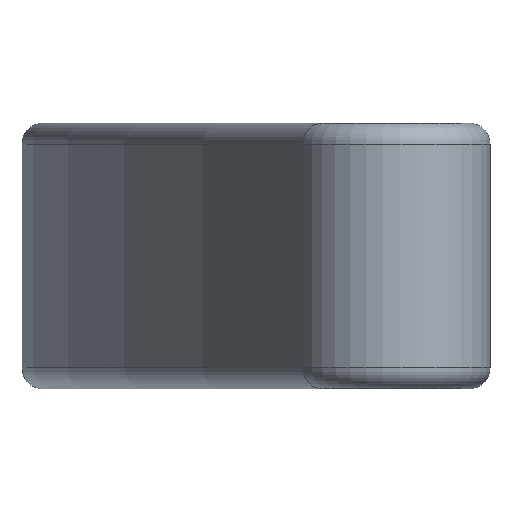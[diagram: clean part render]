
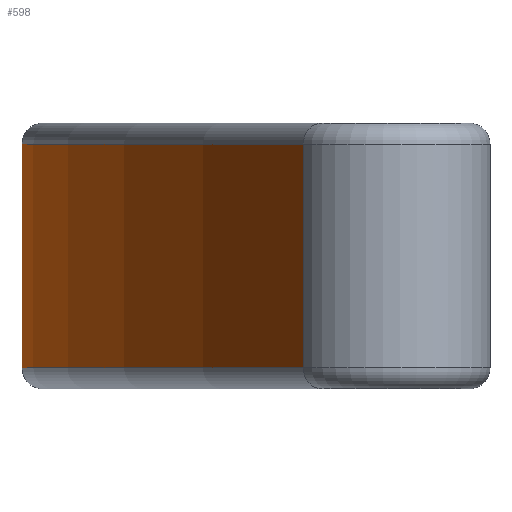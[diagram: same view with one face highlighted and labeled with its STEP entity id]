
A CAD part, left-side view. The second image highlights one B-rep face of the part: STEP entity #598.
In plain terms, the highlighted cylindrical face has radius 224.65 mm (diameter 449.3 mm), a partial arc.
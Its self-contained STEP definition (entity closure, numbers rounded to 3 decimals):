
#40=LINE('',#992,#80);
#43=LINE('',#998,#83);
#44=LINE('',#1002,#84);
#45=LINE('',#1003,#85);
#80=VECTOR('',#789,10.);
#83=VECTOR('',#794,10.);
#84=VECTOR('',#797,10.);
#85=VECTOR('',#798,10.);
#117=CYLINDRICAL_SURFACE('',#668,224.65);
#140=FACE_OUTER_BOUND('',#178,.T.);
#178=EDGE_LOOP('',(#439,#440,#441,#442,#443,#444));
#224=CIRCLE('',#653,224.65);
#233=CIRCLE('',#669,224.65);
#267=VERTEX_POINT('',#952);
#269=VERTEX_POINT('',#958);
#279=VERTEX_POINT('',#991);
#281=VERTEX_POINT('',#997);
#282=VERTEX_POINT('',#999);
#283=VERTEX_POINT('',#1001);
#324=EDGE_CURVE('',#267,#269,#224,.T.);
#339=EDGE_CURVE('',#269,#279,#40,.T.);
#342=EDGE_CURVE('',#267,#281,#43,.T.);
#343=EDGE_CURVE('',#282,#281,#233,.T.);
#344=EDGE_CURVE('',#283,#282,#44,.T.);
#345=EDGE_CURVE('',#279,#283,#45,.T.);
#439=ORIENTED_EDGE('',*,*,#324,.F.);
#440=ORIENTED_EDGE('',*,*,#342,.T.);
#441=ORIENTED_EDGE('',*,*,#343,.F.);
#442=ORIENTED_EDGE('',*,*,#344,.F.);
#443=ORIENTED_EDGE('',*,*,#345,.F.);
#444=ORIENTED_EDGE('',*,*,#339,.F.);
#598=ADVANCED_FACE('',(#140),#117,.T.);
#653=AXIS2_PLACEMENT_3D('',#962,#753,#754);
#668=AXIS2_PLACEMENT_3D('',#996,#792,#793);
#669=AXIS2_PLACEMENT_3D('',#1000,#795,#796);
#753=DIRECTION('center_axis',(0.,0.,-1.));
#754=DIRECTION('ref_axis',(-0.212,0.977,0.));
#789=DIRECTION('',(0.,0.,1.));
#792=DIRECTION('center_axis',(0.,0.,1.));
#793=DIRECTION('ref_axis',(0.,1.,0.));
#794=DIRECTION('',(0.,0.,1.));
#795=DIRECTION('center_axis',(0.,0.,1.));
#796=DIRECTION('ref_axis',(-0.212,0.977,0.));
#797=DIRECTION('',(0.,0.,1.));
#798=DIRECTION('',(0.,0.,1.));
#952=CARTESIAN_POINT('',(-112.895,-13.106,1.5));
#958=CARTESIAN_POINT('',(-20.,7.,1.5));
#962=CARTESIAN_POINT('Origin',(-20.,-217.65,1.5));
#991=CARTESIAN_POINT('',(-20.,7.,4.));
#992=CARTESIAN_POINT('',(-20.,7.,0.));
#996=CARTESIAN_POINT('Origin',(-20.,-217.65,0.));
#997=CARTESIAN_POINT('',(-112.895,-13.106,17.5));
#998=CARTESIAN_POINT('',(-112.895,-13.106,0.));
#999=CARTESIAN_POINT('',(-20.,7.,17.5));
#1000=CARTESIAN_POINT('Origin',(-20.,-217.65,17.5));
#1001=CARTESIAN_POINT('',(-20.,7.,15.));
#1002=CARTESIAN_POINT('',(-20.,7.,0.));
#1003=CARTESIAN_POINT('',(-20.,7.,0.));
